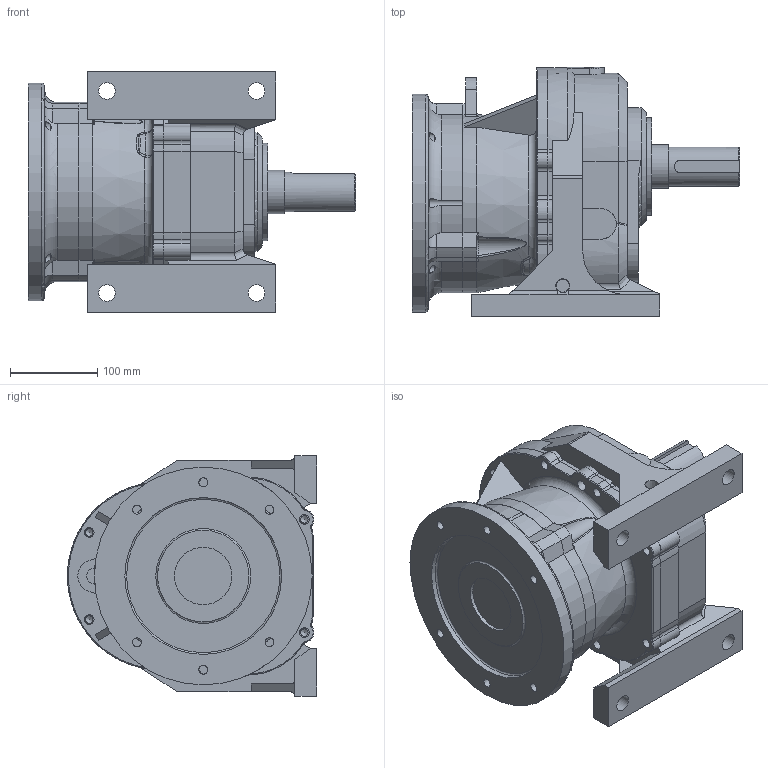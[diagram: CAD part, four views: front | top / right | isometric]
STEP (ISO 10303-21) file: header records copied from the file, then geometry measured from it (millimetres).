
FILE_DESCRIPTION (( 'STEP AP214' ), '1' );
FILE_NAME ('EK2DO07804H001_F1HF_3.7KW_R5.stp', '2022-07-01T08:27:26', ( 'Windows 餌辨濠' ), ( '' ), 'SwSTEP 2.0', 'SolidWorks 2021', '' );
FILE_SCHEMA (( 'AUTOMOTIVE_DESIGN' ));
Length unit declared in the file: millimetre
Products named in the file (5): 17_3.7; DKG1300341__3.7; EK2DO07804H001_F1HF_3.7KW_R5; DKA0800224_BRACKET; CASING_DKA0102309
Assembly tree (4 placements, depth 2):
  EK2DO07804H001_F1HF_3.7KW_R5
    CASING_DKA0102309
    DKA0800224_BRACKET
    DKG1300341__3.7
    17_3.7
Bounding box: 375.5 x 286 x 276 mm (x, y, z)
Volume: 11511428.8 mm3; surface area: 660623.7 mm2
Topology: 4 solids, 4 shells, 410 faces, 1109 edges, 705 vertices
Faces by surface type: cylinder 170, plane 117, torus 50, bspline 37, cone 34, sphere 2
Full cylindrical faces by diameter (mm): 2.7 x2, 6.8 x3, 8.5 x8, 9 x3, 10.2 x6, 11 x8, 13 x4, 18 x1, 19 x4, 45 x1, 50 x1, 66 x1, 112 x1, 180 x1, 250 x1
Entity records: 16118 total; most frequent: CARTESIAN_POINT 5945, DIRECTION 2010, ORIENTED_EDGE 1990, EDGE_CURVE 995, AXIS2_PLACEMENT_3D 822, VERTEX_POINT 665, EDGE_LOOP 532, FACE_OUTER_BOUND 458
